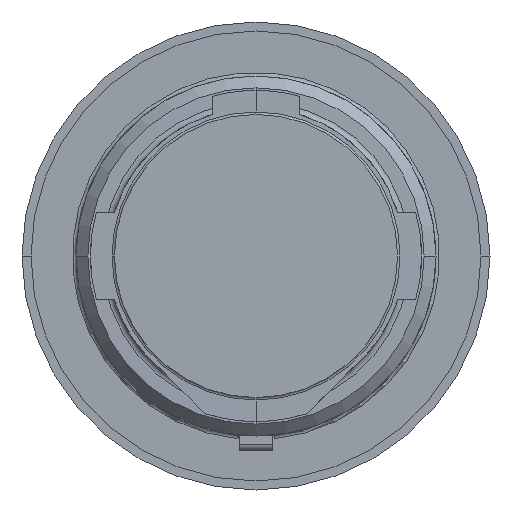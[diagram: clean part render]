
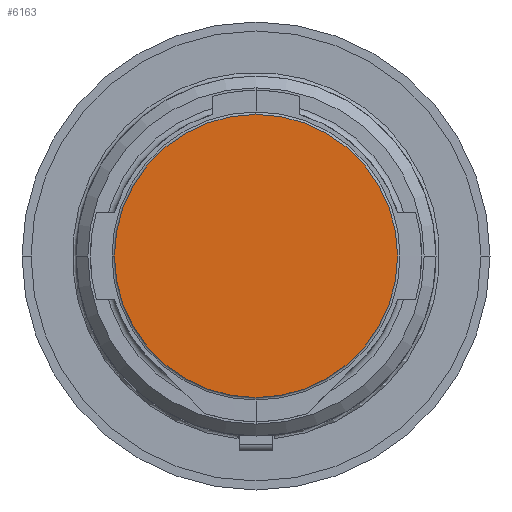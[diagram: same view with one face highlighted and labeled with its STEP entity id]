
A CAD part, front view. The second image highlights one B-rep face of the part: STEP entity #6163.
In plain terms, the highlighted planar face has unit normal (0, -1, 0).
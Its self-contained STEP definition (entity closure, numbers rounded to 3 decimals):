
#2990=CARTESIAN_POINT('',(0.,0.,0.));
#2991=DIRECTION('',(0.,-1.,0.));
#2992=DIRECTION('',(-1.,0.,0.));
#2993=AXIS2_PLACEMENT_3D('',#2990,#2991,#2992);
#2998=CARTESIAN_POINT('',(0.,0.,0.));
#2999=DIRECTION('',(0.,1.,0.));
#3000=DIRECTION('',(-1.,0.,0.));
#3001=AXIS2_PLACEMENT_3D('',#2998,#2999,#3000);
#3046=CARTESIAN_POINT('',(-11.8,0.,0.));
#3047=CARTESIAN_POINT('',(11.8,0.,0.));
#3048=VERTEX_POINT('',#3046);
#3049=VERTEX_POINT('',#3047);
#6154=CARTESIAN_POINT('',(0.,0.,0.));
#6155=DIRECTION('',(0.,-1.,0.));
#6156=DIRECTION('',(-1.,0.,0.));
#6157=AXIS2_PLACEMENT_3D('',#6154,#6155,#6156);
#6158=PLANE('',#6157);
#6159=ORIENTED_EDGE('',*,*,#6148,.F.);
#6160=ORIENTED_EDGE('',*,*,#6134,.T.);
#6161=EDGE_LOOP('',(#6159,#6160));
#6162=FACE_OUTER_BOUND('',#6161,.F.);
#6163=ADVANCED_FACE('',(#6162),#6158,.T.);
#2994=CIRCLE('',#2993,11.8);
#3002=CIRCLE('',#3001,11.8);
#6134=EDGE_CURVE('',#3048,#3049,#3002,.T.);
#6148=EDGE_CURVE('',#3048,#3049,#2994,.T.);
